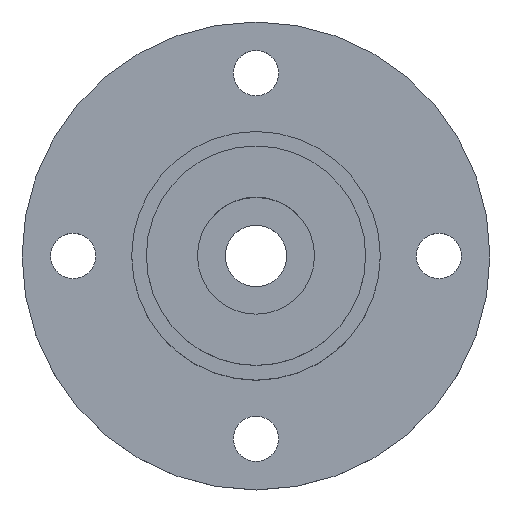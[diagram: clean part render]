
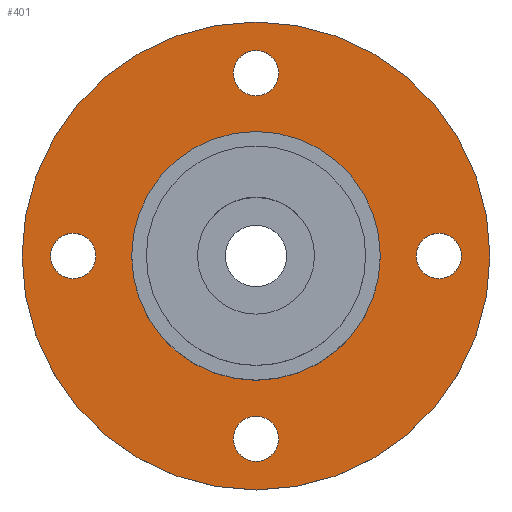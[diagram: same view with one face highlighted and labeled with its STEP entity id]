
A CAD part, top view. The second image highlights one B-rep face of the part: STEP entity #401.
In plain terms, the highlighted planar face has unit normal (0, 0, 1).
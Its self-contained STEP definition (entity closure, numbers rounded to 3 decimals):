
#21=FACE_BOUND('',#96,.T.);
#22=FACE_BOUND('',#97,.T.);
#23=FACE_BOUND('',#98,.T.);
#24=FACE_BOUND('',#99,.T.);
#25=FACE_BOUND('',#100,.T.);
#37=PLANE('',#475);
#65=FACE_OUTER_BOUND('',#95,.T.);
#95=EDGE_LOOP('',(#351));
#96=EDGE_LOOP('',(#352));
#97=EDGE_LOOP('',(#353));
#98=EDGE_LOOP('',(#354));
#99=EDGE_LOOP('',(#355));
#100=EDGE_LOOP('',(#356));
#145=CIRCLE('',#426,1.55);
#150=CIRCLE('',#433,1.55);
#155=CIRCLE('',#440,1.55);
#160=CIRCLE('',#447,1.55);
#162=CIRCLE('',#450,8.5);
#174=CIRCLE('',#474,16.);
#181=VERTEX_POINT('',#633);
#186=VERTEX_POINT('',#647);
#191=VERTEX_POINT('',#661);
#196=VERTEX_POINT('',#675);
#198=VERTEX_POINT('',#681);
#210=VERTEX_POINT('',#723);
#220=EDGE_CURVE('',#181,#181,#145,.T.);
#227=EDGE_CURVE('',#186,#186,#150,.T.);
#234=EDGE_CURVE('',#191,#191,#155,.T.);
#241=EDGE_CURVE('',#196,#196,#160,.T.);
#244=EDGE_CURVE('',#198,#198,#162,.T.);
#262=EDGE_CURVE('',#210,#210,#174,.T.);
#351=ORIENTED_EDGE('',*,*,#262,.T.);
#352=ORIENTED_EDGE('',*,*,#220,.T.);
#353=ORIENTED_EDGE('',*,*,#227,.T.);
#354=ORIENTED_EDGE('',*,*,#234,.T.);
#355=ORIENTED_EDGE('',*,*,#241,.T.);
#356=ORIENTED_EDGE('',*,*,#244,.T.);
#401=ADVANCED_FACE('',(#65,#21,#22,#23,#24,#25),#37,.T.);
#426=AXIS2_PLACEMENT_3D('',#635,#500,#501);
#433=AXIS2_PLACEMENT_3D('',#649,#516,#517);
#440=AXIS2_PLACEMENT_3D('',#663,#532,#533);
#447=AXIS2_PLACEMENT_3D('',#677,#548,#549);
#450=AXIS2_PLACEMENT_3D('',#683,#555,#556);
#474=AXIS2_PLACEMENT_3D('',#725,#609,#610);
#475=AXIS2_PLACEMENT_3D('',#726,#611,#612);
#500=DIRECTION('center_axis',(0.,0.,-1.));
#501=DIRECTION('ref_axis',(-1.,0.,0.));
#516=DIRECTION('center_axis',(0.,0.,-1.));
#517=DIRECTION('ref_axis',(-1.,0.,0.));
#532=DIRECTION('center_axis',(0.,0.,-1.));
#533=DIRECTION('ref_axis',(-1.,0.,0.));
#548=DIRECTION('center_axis',(0.,0.,-1.));
#549=DIRECTION('ref_axis',(-1.,0.,0.));
#555=DIRECTION('center_axis',(0.,0.,-1.));
#556=DIRECTION('ref_axis',(1.,0.,0.));
#609=DIRECTION('center_axis',(0.,0.,1.));
#610=DIRECTION('ref_axis',(1.,0.,0.));
#611=DIRECTION('center_axis',(0.,0.,1.));
#612=DIRECTION('ref_axis',(1.,0.,0.));
#633=CARTESIAN_POINT('',(1.55,-12.5,0.));
#635=CARTESIAN_POINT('Origin',(0.,-12.5,0.));
#647=CARTESIAN_POINT('',(1.55,12.5,0.));
#649=CARTESIAN_POINT('Origin',(0.,12.5,0.));
#661=CARTESIAN_POINT('',(-10.95,0.,0.));
#663=CARTESIAN_POINT('Origin',(-12.5,0.,0.));
#675=CARTESIAN_POINT('',(14.05,0.,0.));
#677=CARTESIAN_POINT('Origin',(12.5,0.,0.));
#681=CARTESIAN_POINT('',(-8.5,0.,0.));
#683=CARTESIAN_POINT('Origin',(0.,0.,0.));
#723=CARTESIAN_POINT('',(-16.,0.,0.));
#725=CARTESIAN_POINT('Origin',(0.,0.,0.));
#726=CARTESIAN_POINT('Origin',(0.,0.,0.));
